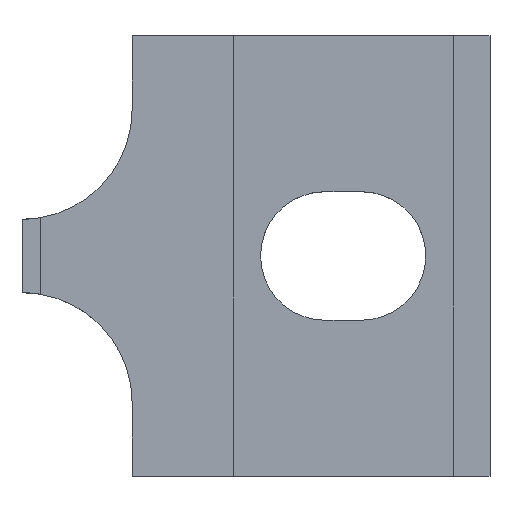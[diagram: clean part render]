
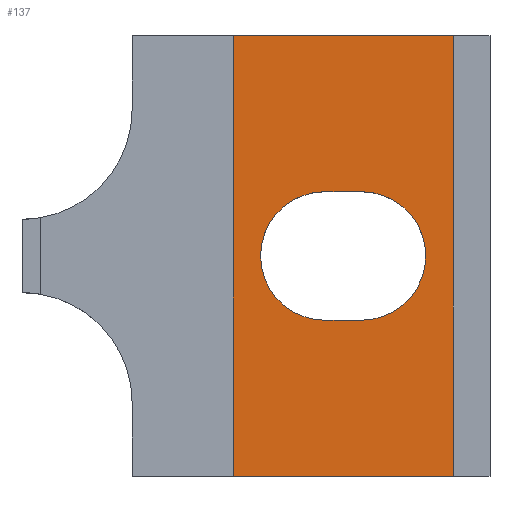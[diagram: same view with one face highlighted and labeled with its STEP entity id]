
A CAD part, top view. The second image highlights one B-rep face of the part: STEP entity #137.
In plain terms, the highlighted planar face has unit normal (0, 0, 1).
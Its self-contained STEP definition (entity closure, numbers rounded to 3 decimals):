
#99=FACE_BOUND('',#207,.T.);
#100=FACE_BOUND('',#208,.T.);
#119=CIRCLE('',#605,1.75);
#120=CIRCLE('',#606,1.75);
#137=ADVANCED_FACE('',(#99,#100),#161,.T.);
#161=PLANE('',#607);
#207=EDGE_LOOP('',(#293,#294,#295,#296));
#208=EDGE_LOOP('',(#297,#298,#299,#300));
#293=ORIENTED_EDGE('',*,*,#454,.F.);
#294=ORIENTED_EDGE('',*,*,#455,.F.);
#295=ORIENTED_EDGE('',*,*,#456,.F.);
#296=ORIENTED_EDGE('',*,*,#457,.F.);
#297=ORIENTED_EDGE('',*,*,#458,.F.);
#298=ORIENTED_EDGE('',*,*,#440,.F.);
#299=ORIENTED_EDGE('',*,*,#453,.F.);
#300=ORIENTED_EDGE('',*,*,#442,.F.);
#384=VERTEX_POINT('',#824);
#386=VERTEX_POINT('',#830);
#388=VERTEX_POINT('',#835);
#389=VERTEX_POINT('',#837);
#395=VERTEX_POINT('',#859);
#396=VERTEX_POINT('',#860);
#397=VERTEX_POINT('',#862);
#398=VERTEX_POINT('',#864);
#440=EDGE_CURVE('',#386,#384,#501,.T.);
#442=EDGE_CURVE('',#388,#389,#503,.T.);
#453=EDGE_CURVE('',#389,#386,#512,.T.);
#454=EDGE_CURVE('',#395,#396,#513,.T.);
#455=EDGE_CURVE('',#397,#395,#119,.T.);
#456=EDGE_CURVE('',#398,#397,#514,.T.);
#457=EDGE_CURVE('',#396,#398,#120,.T.);
#458=EDGE_CURVE('',#384,#388,#515,.T.);
#501=LINE('',#831,#554);
#503=LINE('',#836,#556);
#512=LINE('',#856,#565);
#513=LINE('',#858,#566);
#514=LINE('',#863,#567);
#515=LINE('',#866,#568);
#554=VECTOR('',#682,1.);
#556=VECTOR('',#686,1.);
#565=VECTOR('',#705,1.);
#566=VECTOR('',#708,1.);
#567=VECTOR('',#711,1.);
#568=VECTOR('',#714,1.);
#605=AXIS2_PLACEMENT_3D('',#861,#709,#710);
#606=AXIS2_PLACEMENT_3D('',#865,#712,#713);
#607=AXIS2_PLACEMENT_3D('',#867,#715,#716);
#682=DIRECTION('',(-1.,0.,0.));
#686=DIRECTION('',(1.,0.,0.));
#705=DIRECTION('',(0.,-1.,0.));
#708=DIRECTION('',(1.,0.,0.));
#709=DIRECTION('',(0.,0.,1.));
#710=DIRECTION('',(1.,0.,0.));
#711=DIRECTION('',(-1.,0.,0.));
#712=DIRECTION('',(0.,0.,1.));
#713=DIRECTION('',(1.,0.,0.));
#714=DIRECTION('',(0.,1.,0.));
#715=DIRECTION('',(0.,0.,1.));
#716=DIRECTION('',(1.,0.,0.));
#824=CARTESIAN_POINT('',(2.75,0.,1.55));
#830=CARTESIAN_POINT('',(8.75,0.,1.55));
#831=CARTESIAN_POINT('',(8.75,0.,1.55));
#835=CARTESIAN_POINT('',(2.75,12.,1.55));
#836=CARTESIAN_POINT('',(-4.,12.,1.55));
#837=CARTESIAN_POINT('',(8.75,12.,1.55));
#856=CARTESIAN_POINT('',(8.75,12.,1.55));
#858=CARTESIAN_POINT('',(-4.,4.25,1.55));
#859=CARTESIAN_POINT('',(5.25,4.25,1.55));
#860=CARTESIAN_POINT('',(6.25,4.25,1.55));
#861=CARTESIAN_POINT('',(5.25,6.,1.55));
#862=CARTESIAN_POINT('',(5.25,7.75,1.55));
#863=CARTESIAN_POINT('',(-4.,7.75,1.55));
#864=CARTESIAN_POINT('',(6.25,7.75,1.55));
#865=CARTESIAN_POINT('',(6.25,6.,1.55));
#866=CARTESIAN_POINT('',(2.75,0.,1.55));
#867=CARTESIAN_POINT('',(-4.,0.,1.55));
